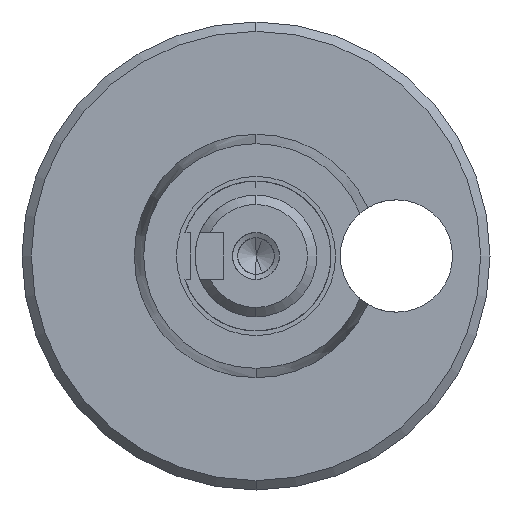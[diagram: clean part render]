
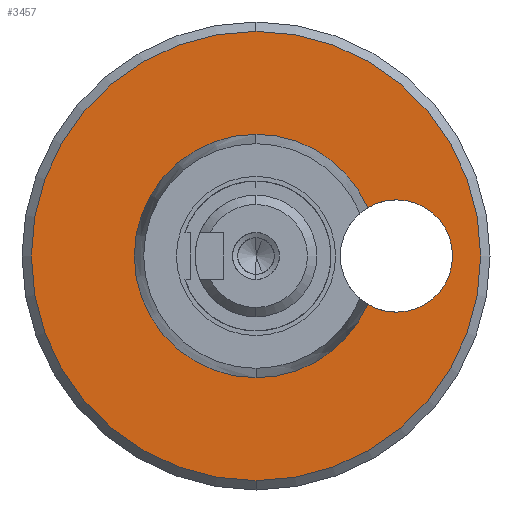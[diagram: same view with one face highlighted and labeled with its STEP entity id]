
A CAD part, left-side view. The second image highlights one B-rep face of the part: STEP entity #3457.
In plain terms, the highlighted planar face has unit normal (-1, 0, 0).
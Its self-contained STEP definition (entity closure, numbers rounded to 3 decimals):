
#241 = ORIENTED_EDGE ( 'NONE', *, *, #3611, .T. ) ;
#643 = VERTEX_POINT ( 'NONE', #16690 ) ;
#757 = CARTESIAN_POINT ( 'NONE',  ( 59.394, -15., 0. ) ) ;
#904 = CIRCLE ( 'NONE', #22739, 13. ) ;
#1027 = EDGE_CURVE ( 'NONE', #8319, #8916, #20853, .T. ) ;
#1449 = CARTESIAN_POINT ( 'NONE',  ( 59.394, -15., -6. ) ) ;
#1880 = EDGE_CURVE ( 'NONE', #15091, #8319, #904, .T. ) ;
#1881 = CARTESIAN_POINT ( 'NONE',  ( 59.394, 13., 0. ) ) ;
#2110 = CIRCLE ( 'NONE', #17165, 13. ) ;
#2329 = DIRECTION ( 'NONE',  ( -1., 0., 0. ) ) ;
#2335 = DIRECTION ( 'NONE',  ( 0., 0., 1. ) ) ;
#3187 = CIRCLE ( 'NONE', #20108, 24. ) ;
#3296 = EDGE_CURVE ( 'NONE', #22293, #18483, #13348, .T. ) ;
#3457 = ADVANCED_FACE ( 'NONE', ( #3651, #11064 ), #16254, .F. ) ;
#3611 = EDGE_CURVE ( 'NONE', #643, #17310, #3187, .T. ) ;
#3651 = FACE_BOUND ( 'NONE', #16359, .T. ) ;
#5247 = ORIENTED_EDGE ( 'NONE', *, *, #12108, .F. ) ;
#5455 = CARTESIAN_POINT ( 'NONE',  ( 59.394, 0., -24. ) ) ;
#6327 = DIRECTION ( 'NONE',  ( -1., 0., 0. ) ) ;
#6351 = DIRECTION ( 'NONE',  ( 0., 0., 1. ) ) ;
#6470 = DIRECTION ( 'NONE',  ( -1., 0., 0. ) ) ;
#6965 = VERTEX_POINT ( 'NONE', #15084 ) ;
#7349 = DIRECTION ( 'NONE',  ( -1., 0., 0. ) ) ;
#7631 = CARTESIAN_POINT ( 'NONE',  ( 59.394, -15., 0. ) ) ;
#7746 = CARTESIAN_POINT ( 'NONE',  ( 59.394, 0., 0. ) ) ;
#7855 = CARTESIAN_POINT ( 'NONE',  ( 59.394, 0., 0. ) ) ;
#8217 = CIRCLE ( 'NONE', #17256, 6. ) ;
#8319 = VERTEX_POINT ( 'NONE', #10636 ) ;
#8526 = ORIENTED_EDGE ( 'NONE', *, *, #18293, .T. ) ;
#8916 = VERTEX_POINT ( 'NONE', #1449 ) ;
#9024 = CARTESIAN_POINT ( 'NONE',  ( 59.394, -15., 0. ) ) ;
#9784 = CIRCLE ( 'NONE', #10171, 24. ) ;
#10058 = DIRECTION ( 'NONE',  ( 0., 0., -1. ) ) ;
#10171 = AXIS2_PLACEMENT_3D ( 'NONE', #22529, #6470, #6351 ) ;
#10636 = CARTESIAN_POINT ( 'NONE',  ( 59.394, -11.933, -5.157 ) ) ;
#10661 = CARTESIAN_POINT ( 'NONE',  ( 59.394, -15., 6. ) ) ;
#11008 = CARTESIAN_POINT ( 'NONE',  ( 59.394, 0., 0. ) ) ;
#11064 = FACE_OUTER_BOUND ( 'NONE', #17963, .T. ) ;
#12108 = EDGE_CURVE ( 'NONE', #18483, #6965, #13790, .T. ) ;
#12953 = DIRECTION ( 'NONE',  ( 1., 0., 0. ) ) ;
#12959 = EDGE_CURVE ( 'NONE', #6965, #15091, #2110, .T. ) ;
#13348 = CIRCLE ( 'NONE', #17085, 6. ) ;
#13790 = CIRCLE ( 'NONE', #23214, 13. ) ;
#14035 = CARTESIAN_POINT ( 'NONE',  ( 59.394, -11.933, 5.157 ) ) ;
#14458 = AXIS2_PLACEMENT_3D ( 'NONE', #757, #15139, #10058 ) ;
#14629 = ORIENTED_EDGE ( 'NONE', *, *, #12959, .F. ) ;
#15052 = DIRECTION ( 'NONE',  ( -1., 0., 0. ) ) ;
#15059 = ORIENTED_EDGE ( 'NONE', *, *, #3296, .F. ) ;
#15084 = CARTESIAN_POINT ( 'NONE',  ( 59.394, 0., 13. ) ) ;
#15091 = VERTEX_POINT ( 'NONE', #15595 ) ;
#15139 = DIRECTION ( 'NONE',  ( -1., 0., 0. ) ) ;
#15221 = AXIS2_PLACEMENT_3D ( 'NONE', #1881, #12953, #18266 ) ;
#15595 = CARTESIAN_POINT ( 'NONE',  ( 59.394, 0., -13. ) ) ;
#16212 = DIRECTION ( 'NONE',  ( -1., 0., 0. ) ) ;
#16254 = PLANE ( 'NONE',  #15221 ) ;
#16359 = EDGE_LOOP ( 'NONE', ( #5247, #15059, #22150, #17140, #19499, #14629 ) ) ;
#16412 = EDGE_CURVE ( 'NONE', #8916, #22293, #8217, .T. ) ;
#16690 = CARTESIAN_POINT ( 'NONE',  ( 59.394, 0., 24. ) ) ;
#16941 = DIRECTION ( 'NONE',  ( 0., 0., 1. ) ) ;
#17085 = AXIS2_PLACEMENT_3D ( 'NONE', #7631, #19805, #20038 ) ;
#17140 = ORIENTED_EDGE ( 'NONE', *, *, #1027, .F. ) ;
#17165 = AXIS2_PLACEMENT_3D ( 'NONE', #11008, #7349, #19977 ) ;
#17256 = AXIS2_PLACEMENT_3D ( 'NONE', #9024, #16212, #17753 ) ;
#17310 = VERTEX_POINT ( 'NONE', #5455 ) ;
#17753 = DIRECTION ( 'NONE',  ( 0., 0., -1. ) ) ;
#17963 = EDGE_LOOP ( 'NONE', ( #8526, #241 ) ) ;
#18266 = DIRECTION ( 'NONE',  ( 0., 0., -1. ) ) ;
#18293 = EDGE_CURVE ( 'NONE', #17310, #643, #9784, .T. ) ;
#18483 = VERTEX_POINT ( 'NONE', #14035 ) ;
#18609 = CARTESIAN_POINT ( 'NONE',  ( 59.394, 0., 0. ) ) ;
#19499 = ORIENTED_EDGE ( 'NONE', *, *, #1880, .F. ) ;
#19805 = DIRECTION ( 'NONE',  ( -1., 0., 0. ) ) ;
#19907 = DIRECTION ( 'NONE',  ( 0., 0., 1. ) ) ;
#19977 = DIRECTION ( 'NONE',  ( 0., 0., 1. ) ) ;
#20038 = DIRECTION ( 'NONE',  ( 0., 0., -1. ) ) ;
#20108 = AXIS2_PLACEMENT_3D ( 'NONE', #18609, #6327, #2335 ) ;
#20853 = CIRCLE ( 'NONE', #14458, 6. ) ;
#22150 = ORIENTED_EDGE ( 'NONE', *, *, #16412, .F. ) ;
#22293 = VERTEX_POINT ( 'NONE', #10661 ) ;
#22529 = CARTESIAN_POINT ( 'NONE',  ( 59.394, 0., 0. ) ) ;
#22739 = AXIS2_PLACEMENT_3D ( 'NONE', #7855, #15052, #19907 ) ;
#23214 = AXIS2_PLACEMENT_3D ( 'NONE', #7746, #2329, #16941 ) ;
